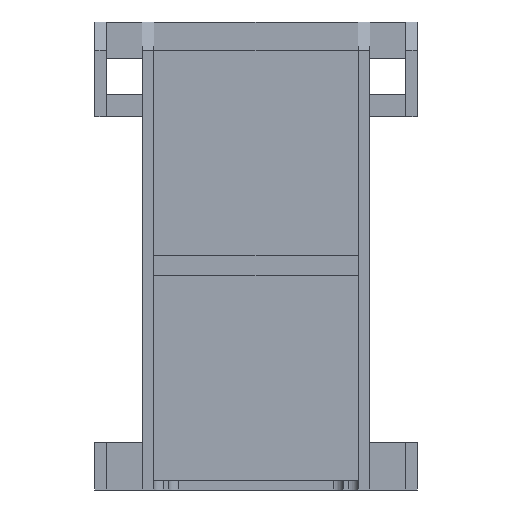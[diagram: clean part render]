
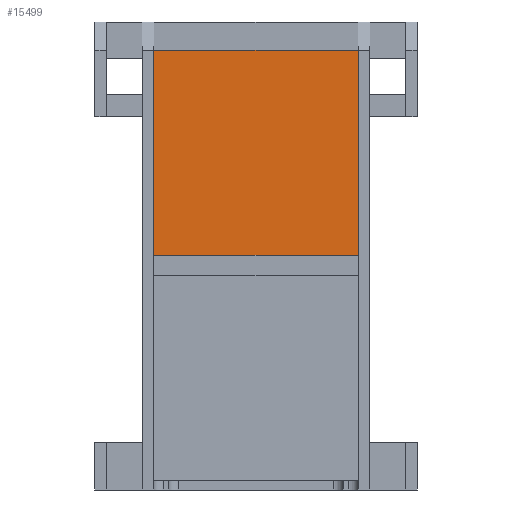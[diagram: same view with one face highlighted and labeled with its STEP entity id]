
A CAD part, front view. The second image highlights one B-rep face of the part: STEP entity #15499.
In plain terms, the highlighted planar face has unit normal (0, -1, 0).
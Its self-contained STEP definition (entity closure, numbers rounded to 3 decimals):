
#1025 = AXIS2_PLACEMENT_3D ( 'NONE', #9859, #9892, #9866 ) ;
#1213 = EDGE_CURVE ( 'NONE', #1907, #11390, #14040, .T. ) ;
#1223 = EDGE_CURVE ( 'NONE', #1904, #11389, #14072, .T. ) ;
#1547 = ORIENTED_EDGE ( 'NONE', *, *, #5160, .F. ) ;
#1724 = ORIENTED_EDGE ( 'NONE', *, *, #1213, .F. ) ;
#1728 = ORIENTED_EDGE ( 'NONE', *, *, #2291, .F. ) ;
#1748 = ORIENTED_EDGE ( 'NONE', *, *, #1223, .T. ) ;
#1904 = VERTEX_POINT ( 'NONE', #6949 ) ;
#1907 = VERTEX_POINT ( 'NONE', #6937 ) ;
#2291 = EDGE_CURVE ( 'NONE', #11390, #11389, #14215, .T. ) ;
#3038 = CARTESIAN_POINT ( 'NONE',  ( -54., -1., 479. ) ) ;
#3047 = CARTESIAN_POINT ( 'NONE',  ( -54., -1., 371. ) ) ;
#4113 = EDGE_LOOP ( 'NONE', ( #1547, #1748, #1728, #1724 ) ) ;
#5160 = EDGE_CURVE ( 'NONE', #1904, #1907, #14399, .T. ) ;
#5815 = DIRECTION ( 'NONE',  ( 0., 0., -1. ) ) ;
#5817 = CARTESIAN_POINT ( 'NONE',  ( 54., -1., 593.742 ) ) ;
#6557 = CARTESIAN_POINT ( 'NONE',  ( -54., -1., 593.742 ) ) ;
#6581 = DIRECTION ( 'NONE',  ( 0., 0., 1. ) ) ;
#6937 = CARTESIAN_POINT ( 'NONE',  ( 54., -1., 371. ) ) ;
#6949 = CARTESIAN_POINT ( 'NONE',  ( 54., -1., 479. ) ) ;
#8750 = CARTESIAN_POINT ( 'NONE',  ( 2.054, -1., 371. ) ) ;
#8794 = CARTESIAN_POINT ( 'NONE',  ( 2.054, -1., 479. ) ) ;
#8795 = DIRECTION ( 'NONE',  ( -1., 0., 0. ) ) ;
#8799 = DIRECTION ( 'NONE',  ( -1., 0., 0. ) ) ;
#9859 = CARTESIAN_POINT ( 'NONE',  ( 2.054, -1., 593.742 ) ) ;
#9866 = DIRECTION ( 'NONE',  ( 1., 0., 0. ) ) ;
#9892 = DIRECTION ( 'NONE',  ( 0., -1., 0. ) ) ;
#9899 = PLANE ( 'NONE',  #1025 ) ;
#11389 = VERTEX_POINT ( 'NONE', #3038 ) ;
#11390 = VERTEX_POINT ( 'NONE', #3047 ) ;
#14024 = VECTOR ( 'NONE', #8795, 1000. ) ;
#14040 = LINE ( 'NONE', #8750, #14070 ) ;
#14070 = VECTOR ( 'NONE', #8799, 1000. ) ;
#14072 = LINE ( 'NONE', #8794, #14024 ) ;
#14215 = LINE ( 'NONE', #6557, #14270 ) ;
#14270 = VECTOR ( 'NONE', #6581, 1000. ) ;
#14361 = VECTOR ( 'NONE', #5815, 1000. ) ;
#14399 = LINE ( 'NONE', #5817, #14361 ) ;
#15051 = FACE_OUTER_BOUND ( 'NONE', #4113, .T. ) ;
#15499 = ADVANCED_FACE ( 'NONE', ( #15051 ), #9899, .T. ) ;
